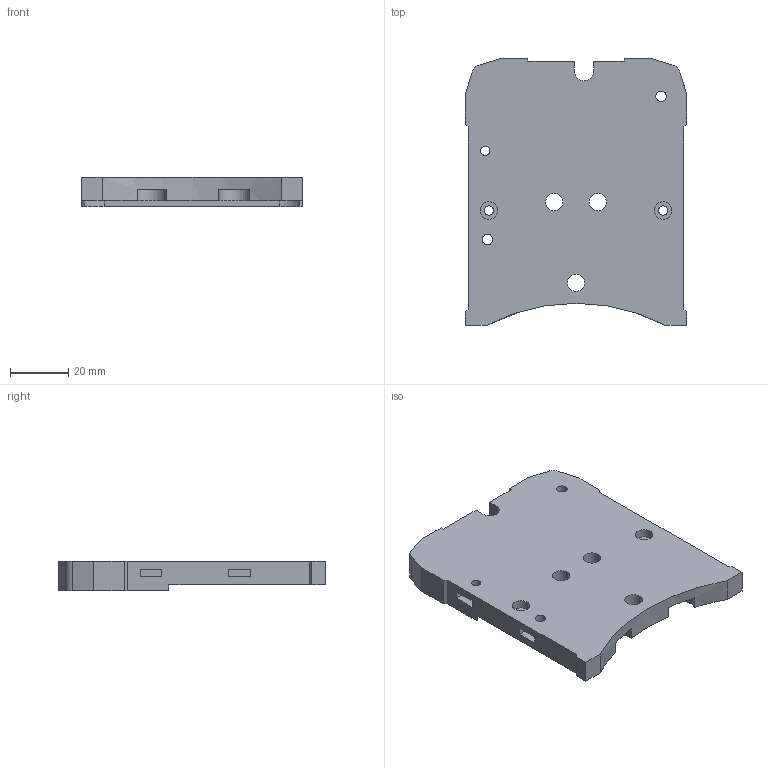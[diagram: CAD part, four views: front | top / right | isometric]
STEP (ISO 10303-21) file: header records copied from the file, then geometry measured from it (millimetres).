
FILE_DESCRIPTION (( 'STEP AP214' ), '1' );
FILE_NAME ('Neptune 3 ara parça.STEP', '2024-11-12T06:55:17', ( '' ), ( '' ), 'SwSTEP 2.0', 'SolidWorks 2024', '' );
FILE_SCHEMA (( 'AUTOMOTIVE_DESIGN' ));
Length unit declared in the file: millimetre
Products named in the file (1): Neptune 3 ara parça
Bounding box: 76.2 x 92.02 x 10 mm (x, y, z)
Volume: 53347.8 mm3; surface area: 17633.5 mm2
Topology: 1 solids, 1 shells, 91 faces, 249 edges, 166 vertices
Faces by surface type: plane 49, cylinder 42
Entity records: 2978 total; most frequent: DIRECTION 521, CARTESIAN_POINT 507, ORIENTED_EDGE 498, EDGE_CURVE 249, AXIS2_PLACEMENT_3D 180, VERTEX_POINT 166, LINE 161, VECTOR 161
